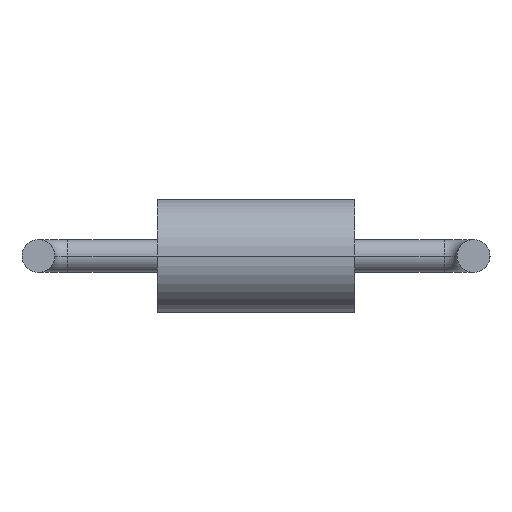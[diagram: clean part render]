
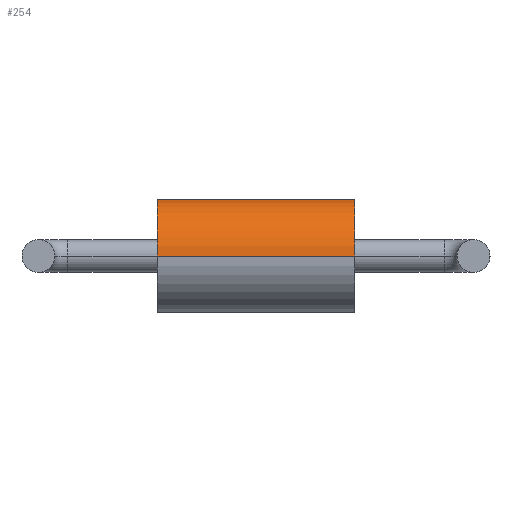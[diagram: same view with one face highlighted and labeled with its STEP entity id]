
A CAD part, front view. The second image highlights one B-rep face of the part: STEP entity #254.
In plain terms, the highlighted cylindrical face has radius 1.35 mm (diameter 2.7 mm), a partial arc.
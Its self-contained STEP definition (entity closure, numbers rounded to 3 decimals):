
#14 = VERTEX_POINT ( 'NONE', #277 ) ;
#43 = DIRECTION ( 'NONE',  ( 0., -1., 0. ) ) ;
#51 = EDGE_CURVE ( 'NONE', #447, #14, #69, .T. ) ;
#61 = DIRECTION ( 'NONE',  ( -1., 0., 0. ) ) ;
#64 = VECTOR ( 'NONE', #363, 1000. ) ;
#69 = CIRCLE ( 'NONE', #117, 1.35 ) ;
#78 = EDGE_CURVE ( 'NONE', #246, #14, #179, .T. ) ;
#92 = ORIENTED_EDGE ( 'NONE', *, *, #78, .T. ) ;
#99 = ORIENTED_EDGE ( 'NONE', *, *, #51, .F. ) ;
#100 = VERTEX_POINT ( 'NONE', #318 ) ;
#117 = AXIS2_PLACEMENT_3D ( 'NONE', #275, #541, #359 ) ;
#179 = LINE ( 'NONE', #283, #64 ) ;
#184 = DIRECTION ( 'NONE',  ( 0., -1., 0. ) ) ;
#190 = FACE_OUTER_BOUND ( 'NONE', #530, .T. ) ;
#193 = EDGE_CURVE ( 'NONE', #100, #246, #485, .T. ) ;
#209 = DIRECTION ( 'NONE',  ( -1., 0., 0. ) ) ;
#246 = VERTEX_POINT ( 'NONE', #412 ) ;
#252 = CYLINDRICAL_SURFACE ( 'NONE', #376, 1.35 ) ;
#254 = ADVANCED_FACE ( 'NONE', ( #190 ), #252, .T. ) ;
#275 = CARTESIAN_POINT ( 'NONE',  ( -2.35, 1.35, 0. ) ) ;
#277 = CARTESIAN_POINT ( 'NONE',  ( -2.35, 2.7, 0. ) ) ;
#283 = CARTESIAN_POINT ( 'NONE',  ( -27.75, 2.7, 0. ) ) ;
#290 = CARTESIAN_POINT ( 'NONE',  ( 2.35, 1.35, 0. ) ) ;
#305 = CARTESIAN_POINT ( 'NONE',  ( -2.35, 0., 0. ) ) ;
#314 = LINE ( 'NONE', #522, #513 ) ;
#318 = CARTESIAN_POINT ( 'NONE',  ( 2.35, 0., 0. ) ) ;
#323 = EDGE_CURVE ( 'NONE', #100, #447, #314, .T. ) ;
#357 = AXIS2_PLACEMENT_3D ( 'NONE', #290, #209, #43 ) ;
#359 = DIRECTION ( 'NONE',  ( 0., -1., 0. ) ) ;
#363 = DIRECTION ( 'NONE',  ( -1., 0., 0. ) ) ;
#376 = AXIS2_PLACEMENT_3D ( 'NONE', #460, #416, #184 ) ;
#402 = ORIENTED_EDGE ( 'NONE', *, *, #323, .F. ) ;
#412 = CARTESIAN_POINT ( 'NONE',  ( 2.35, 2.7, 0. ) ) ;
#416 = DIRECTION ( 'NONE',  ( -1., 0., 0. ) ) ;
#447 = VERTEX_POINT ( 'NONE', #305 ) ;
#460 = CARTESIAN_POINT ( 'NONE',  ( -27.75, 1.35, 0. ) ) ;
#485 = CIRCLE ( 'NONE', #357, 1.35 ) ;
#513 = VECTOR ( 'NONE', #61, 1000. ) ;
#516 = ORIENTED_EDGE ( 'NONE', *, *, #193, .T. ) ;
#522 = CARTESIAN_POINT ( 'NONE',  ( -27.75, 0., 0. ) ) ;
#530 = EDGE_LOOP ( 'NONE', ( #516, #92, #99, #402 ) ) ;
#541 = DIRECTION ( 'NONE',  ( -1., 0., 0. ) ) ;
